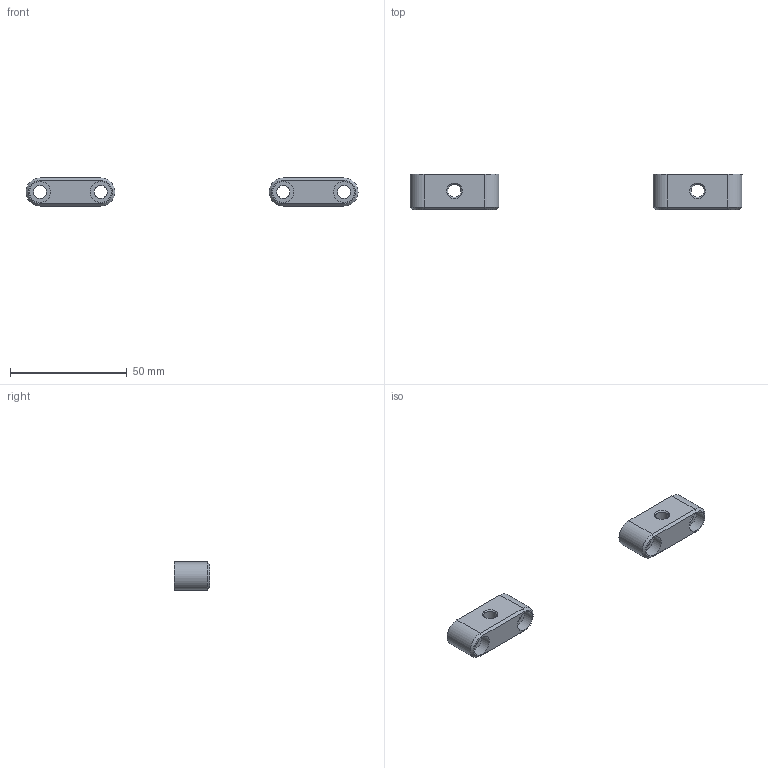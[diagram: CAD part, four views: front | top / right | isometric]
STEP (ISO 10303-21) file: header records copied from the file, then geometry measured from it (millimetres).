
FILE_DESCRIPTION(/* description */ (''),/* implementation_level */ '2;1');
FILE_NAME(/* name */ 'Spindle Clamp Tram Blocks.step',/* time_stamp */ '2024-04-15T14:45:55-07:00',/* author */ (''),/* organization */ (''),/* preprocessor_version */ 'ST-DEVELOPER v20',/* originating_system */ 'Autodesk Translation Framework v12.20.1.177',/* authorisation */ '');
FILE_SCHEMA (('AUTOMOTIVE_DESIGN { 1 0 10303 214 3 1 1 }'));
Length unit declared in the file: millimetre
Products named in the file (1): Spindle Clamp Tram Blocks
Bounding box: 142 x 15 x 12 mm (x, y, z)
Volume: 9921.9 mm3; surface area: 5632.7 mm2
Topology: 2 solids, 2 shells, 38 faces, 78 edges, 48 vertices
Faces by surface type: plane 16, cylinder 14, cone 8
Full cylindrical faces by diameter (mm): 5.5 x4, 5.6 x2, 9 x4
Entity records: 1058 total; most frequent: DIRECTION 192, CARTESIAN_POINT 165, ORIENTED_EDGE 156, EDGE_CURVE 78, AXIS2_PLACEMENT_3D 75, EDGE_LOOP 54, VERTEX_POINT 48, LINE 42
